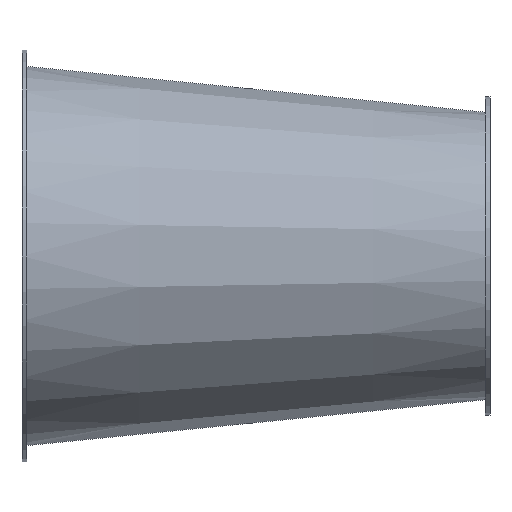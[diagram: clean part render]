
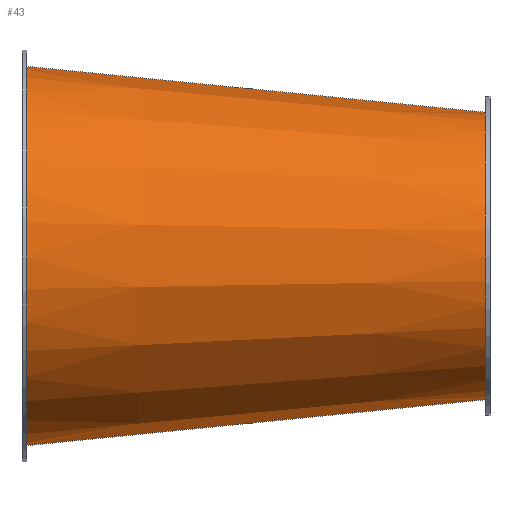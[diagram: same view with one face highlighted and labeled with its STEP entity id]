
A CAD part, front view. The second image highlights one B-rep face of the part: STEP entity #43.
In plain terms, the highlighted conical face has half-angle 5.711 degrees and reference radius 203 mm.
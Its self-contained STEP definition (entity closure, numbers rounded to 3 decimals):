
#43 = ADVANCED_FACE('',(#44),#80,.T.);
#44 = FACE_BOUND('',#45,.T.);
#45 = EDGE_LOOP('',(#46,#56,#65,#73));
#46 = ORIENTED_EDGE('',*,*,#47,.F.);
#47 = EDGE_CURVE('',#48,#50,#52,.T.);
#48 = VERTEX_POINT('',#49);
#49 = CARTESIAN_POINT('',(0.,-75.,203.));
#50 = VERTEX_POINT('',#51);
#51 = CARTESIAN_POINT('',(500.,-75.,153.));
#52 = LINE('',#53,#54);
#53 = CARTESIAN_POINT('',(0.,-75.,203.));
#54 = VECTOR('',#55,1.);
#55 = DIRECTION('',(0.995,0.,-0.1));
#56 = ORIENTED_EDGE('',*,*,#57,.T.);
#57 = EDGE_CURVE('',#48,#58,#60,.T.);
#58 = VERTEX_POINT('',#59);
#59 = CARTESIAN_POINT('',(0.,-75.,-203.));
#60 = CIRCLE('',#61,203.);
#61 = AXIS2_PLACEMENT_3D('',#62,#63,#64);
#62 = CARTESIAN_POINT('',(0.,-75.,0.));
#63 = DIRECTION('',(1.,0.,0.));
#64 = DIRECTION('',(0.,1.,0.));
#65 = ORIENTED_EDGE('',*,*,#66,.T.);
#66 = EDGE_CURVE('',#58,#67,#69,.T.);
#67 = VERTEX_POINT('',#68);
#68 = CARTESIAN_POINT('',(500.,-75.,-153.));
#69 = LINE('',#70,#71);
#70 = CARTESIAN_POINT('',(0.,-75.,-203.));
#71 = VECTOR('',#72,1.);
#72 = DIRECTION('',(0.995,0.,0.1));
#73 = ORIENTED_EDGE('',*,*,#74,.F.);
#74 = EDGE_CURVE('',#50,#67,#75,.T.);
#75 = CIRCLE('',#76,153.);
#76 = AXIS2_PLACEMENT_3D('',#77,#78,#79);
#77 = CARTESIAN_POINT('',(500.,-75.,0.));
#78 = DIRECTION('',(1.,0.,0.));
#79 = DIRECTION('',(0.,1.,0.));
#80 = CONICAL_SURFACE('',#81,203.,0.1);
#81 = AXIS2_PLACEMENT_3D('',#82,#83,#84);
#82 = CARTESIAN_POINT('',(0.,-75.,0.));
#83 = DIRECTION('',(-1.,-0.,-0.));
#84 = DIRECTION('',(0.,1.,0.));
